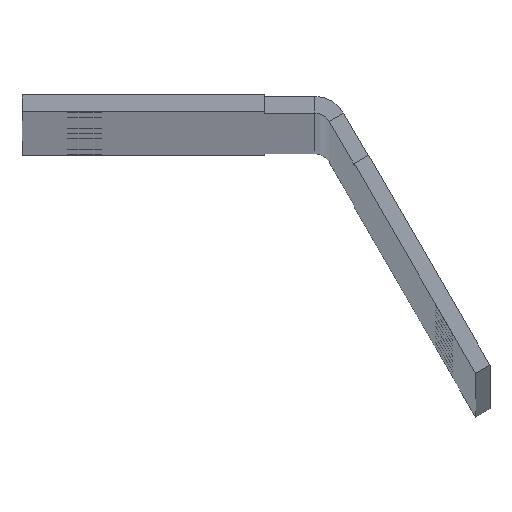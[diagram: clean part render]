
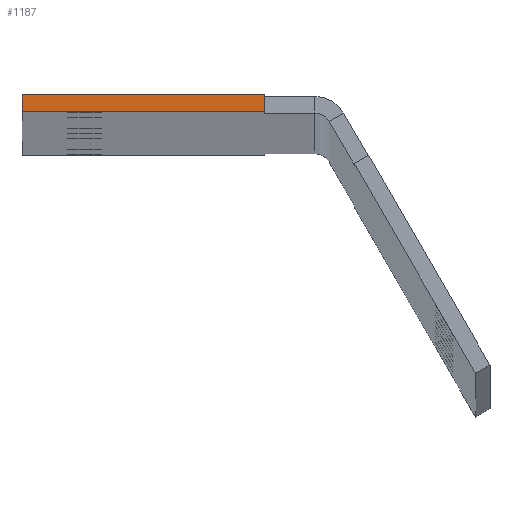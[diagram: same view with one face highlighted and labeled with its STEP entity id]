
A CAD part, top view. The second image highlights one B-rep face of the part: STEP entity #1187.
In plain terms, the highlighted planar face has unit normal (0, 0, 1).
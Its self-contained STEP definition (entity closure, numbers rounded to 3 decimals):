
#49 = DIRECTION ( 'NONE',  ( 1., 0., 0. ) ) ;
#66 = CARTESIAN_POINT ( 'NONE',  ( 596.187, 1044.225, 2469. ) ) ;
#71 = DIRECTION ( 'NONE',  ( 0., -1., 0. ) ) ;
#135 = EDGE_CURVE ( 'NONE', #1930, #964, #1799, .T. ) ;
#169 = ORIENTED_EDGE ( 'NONE', *, *, #1130, .T. ) ;
#197 = ORIENTED_EDGE ( 'NONE', *, *, #1792, .F. ) ;
#198 = CARTESIAN_POINT ( 'NONE',  ( 596.187, 1042.625, 2469. ) ) ;
#285 = DIRECTION ( 'NONE',  ( 0., 0., 1. ) ) ;
#385 = VECTOR ( 'NONE', #49, 1000. ) ;
#399 = LINE ( 'NONE', #847, #1064 ) ;
#535 = LINE ( 'NONE', #1483, #385 ) ;
#571 = CARTESIAN_POINT ( 'NONE',  ( 572.884, 1044.225, 2469. ) ) ;
#588 = PLANE ( 'NONE',  #1781 ) ;
#784 = CARTESIAN_POINT ( 'NONE',  ( 572.884, 1042.625, 2469. ) ) ;
#847 = CARTESIAN_POINT ( 'NONE',  ( 596.187, 1042.625, 2469. ) ) ;
#852 = CARTESIAN_POINT ( 'NONE',  ( 572.884, 1042.625, 2469. ) ) ;
#869 = DIRECTION ( 'NONE',  ( 0., -1., 0. ) ) ;
#964 = VERTEX_POINT ( 'NONE', #852 ) ;
#1045 = CARTESIAN_POINT ( 'NONE',  ( 572.884, 1042.625, 2469. ) ) ;
#1064 = VECTOR ( 'NONE', #71, 1000. ) ;
#1092 = VERTEX_POINT ( 'NONE', #66 ) ;
#1130 = EDGE_CURVE ( 'NONE', #964, #1698, #1828, .T. ) ;
#1187 = ADVANCED_FACE ( 'NONE', ( #1847 ), #588, .T. ) ;
#1224 = EDGE_LOOP ( 'NONE', ( #1733, #197, #1644, #169 ) ) ;
#1483 = CARTESIAN_POINT ( 'NONE',  ( 572.884, 1044.225, 2469. ) ) ;
#1563 = DIRECTION ( 'NONE',  ( 1., 0., 0. ) ) ;
#1643 = CARTESIAN_POINT ( 'NONE',  ( 572.884, 1042.625, 2469. ) ) ;
#1644 = ORIENTED_EDGE ( 'NONE', *, *, #135, .T. ) ;
#1698 = VERTEX_POINT ( 'NONE', #198 ) ;
#1733 = ORIENTED_EDGE ( 'NONE', *, *, #1877, .F. ) ;
#1781 = AXIS2_PLACEMENT_3D ( 'NONE', #784, #285, #1563 ) ;
#1792 = EDGE_CURVE ( 'NONE', #1930, #1092, #535, .T. ) ;
#1799 = LINE ( 'NONE', #1643, #1814 ) ;
#1814 = VECTOR ( 'NONE', #869, 1000. ) ;
#1828 = LINE ( 'NONE', #1045, #1918 ) ;
#1847 = FACE_OUTER_BOUND ( 'NONE', #1224, .T. ) ;
#1877 = EDGE_CURVE ( 'NONE', #1092, #1698, #399, .T. ) ;
#1918 = VECTOR ( 'NONE', #1959, 1000. ) ;
#1930 = VERTEX_POINT ( 'NONE', #571 ) ;
#1959 = DIRECTION ( 'NONE',  ( 1., 0., 0. ) ) ;
